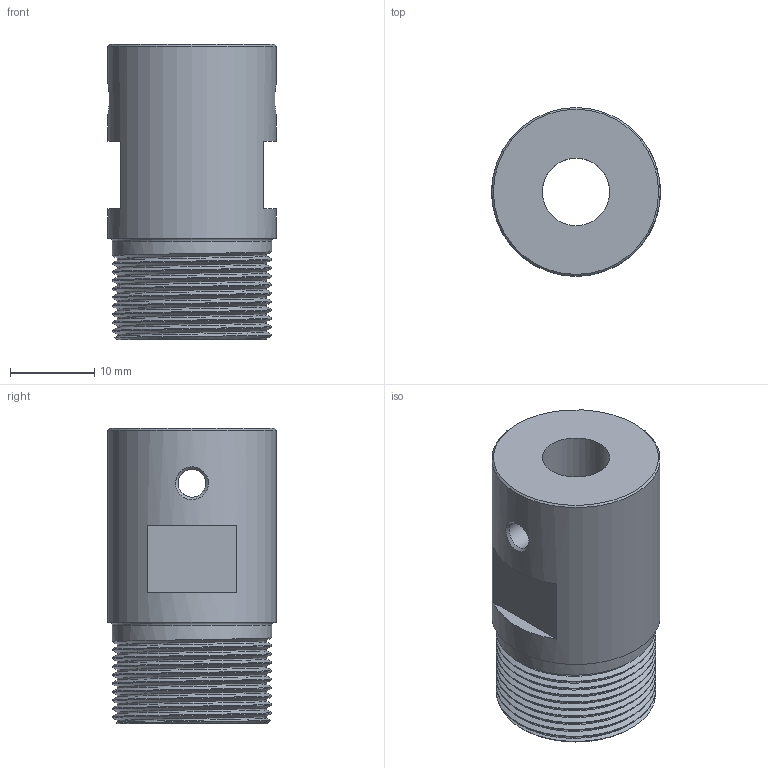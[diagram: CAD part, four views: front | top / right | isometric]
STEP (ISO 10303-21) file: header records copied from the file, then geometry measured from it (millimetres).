
FILE_DESCRIPTION(('FreeCAD Model'),'2;1');
FILE_NAME('ER16_Chuck_Receptacle.step','2020-07-01T23:45:44',('' ),(''),'Open CASCADE STEP processor 7.3','FreeCAD','Unknown');
FILE_SCHEMA(('AUTOMOTIVE_DESIGN { 1 0 10303 214 1 1 1 1 }'));
Length unit declared in the file: millimetre
Products named in the file (1): Receptacle
Bounding box: 20 x 20 x 35 mm (x, y, z)
Volume: 6603.1 mm3; surface area: 4227.5 mm2
Topology: 1 solids, 1 shells, 76 faces, 167 edges, 93 vertices
Faces by surface type: bspline 40, cylinder 17, plane 13, cone 5, torus 1
Full cylindrical faces by diameter (mm): 3.3 x2, 8 x1, 12 x1, 18.9 x10, 20 x1
Entity records: 8358 total; most frequent: CARTESIAN_POINT 7033, ORIENTED_EDGE 334, EDGE_CURVE 167, DIRECTION 159, VERTEX_POINT 93, B_SPLINE_CURVE_WITH_KNOTS 83, FACE_BOUND 82, EDGE_LOOP 82
